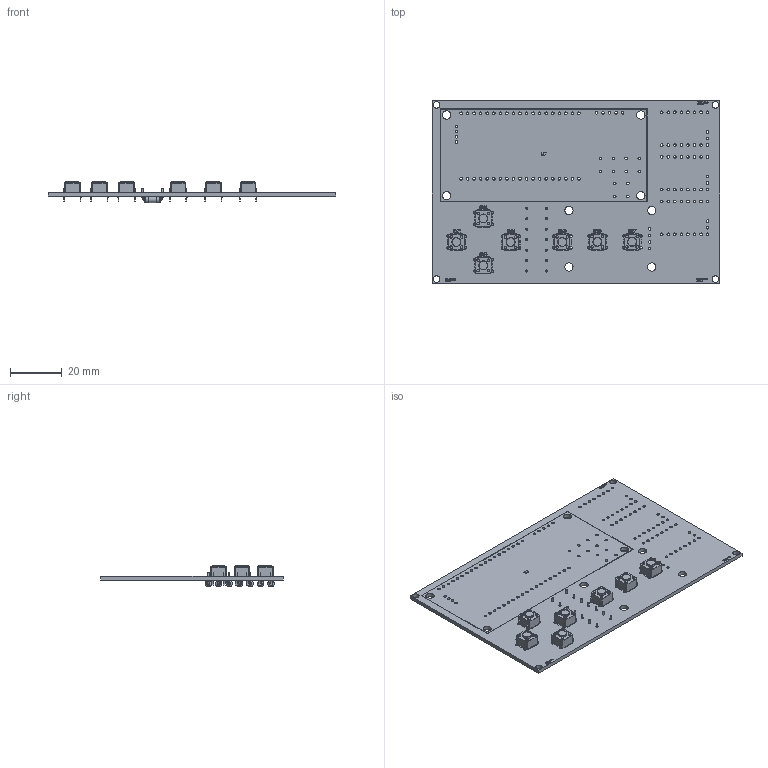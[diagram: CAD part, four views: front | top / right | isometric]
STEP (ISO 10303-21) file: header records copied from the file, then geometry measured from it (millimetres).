
FILE_DESCRIPTION(('KiCad electronic assembly'),'2;1');
FILE_NAME('astrotracker.step','2025-06-28T22:01:45',('Pcbnew'),('Kicad') ,'Open CASCADE STEP processor 7.8','KiCad to STEP converter','Unknown' );
FILE_SCHEMA(('AUTOMOTIVE_DESIGN { 1 0 10303 214 1 1 1 1 }'));
Length unit declared in the file: millimetre
Products named in the file (5): astrotracker 1; SW_PUSH_6mm; R_Axial_DIN0207_L6.3mm_D2.5mm_P7.62mm_Horizontal; astrotracker_silkscreen; astrotracker_PCB
Assembly tree (16 placements, depth 2):
  astrotracker 1
    SW_PUSH_6mm  x7
    R_Axial_DIN0207_L6.3mm_D2.5mm_P7.62mm_Horizontal  x7
    astrotracker_silkscreen
    astrotracker_PCB
Bounding box: 111.29 x 70.68 x 8.48 mm (x, y, z)
Volume: 12757.3 mm3; surface area: 18869.1 mm2
Topology: 15 solids, 219 shells, 1221 faces, 5803 edges, 4879 vertices
Faces by surface type: plane 693, cylinder 493, torus 35
Full cylindrical faces by diameter (mm): 0.6 x14, 0.8 x14, 1 x107, 1.02 x38, 1.1 x28, 2.25 x7, 2.5 x18, 3.2 x8, 3.5 x7
Entity records: 42057 total; most frequent: CARTESIAN_POINT 8574, DIRECTION 6349, ORIENTED_EDGE 4828, EDGE_CURVE 4003, VERTEX_POINT 3721, LINE 2689, VECTOR 2689, AXIS2_PLACEMENT_3D 1830
